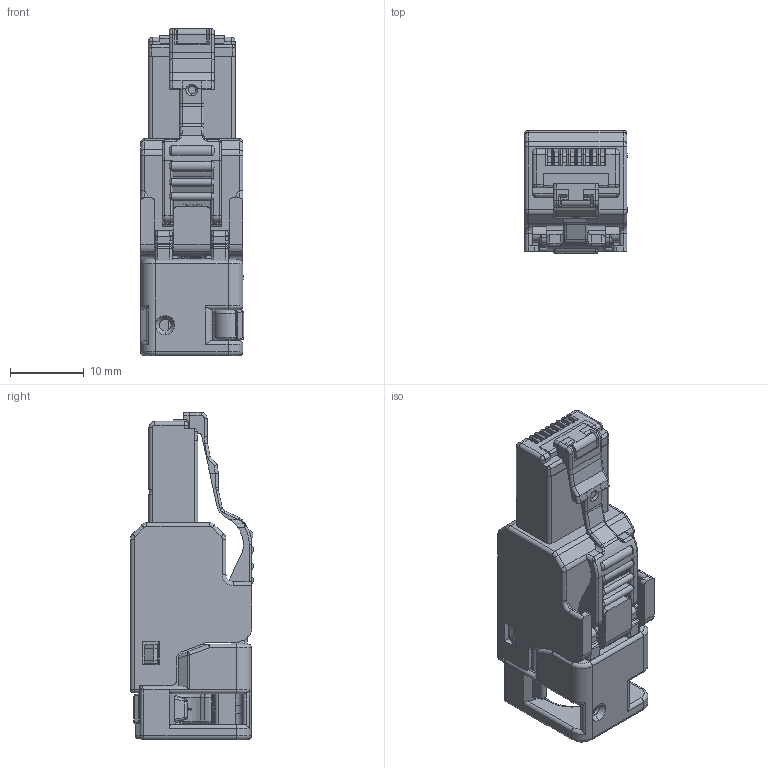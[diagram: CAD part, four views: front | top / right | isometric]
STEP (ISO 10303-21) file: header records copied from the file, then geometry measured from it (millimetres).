
FILE_DESCRIPTION (( 'STEP AP214' ), '1' );
FILE_NAME ('J00026A3000H50.STEP', '2013-06-05T06:47:11', ( 'Wartung1' ), ( '' ), 'SwSTEP 2.0', 'SolidWorks 2013', '' );
FILE_SCHEMA (( 'AUTOMOTIVE_DESIGN' ));
Length unit declared in the file: millimetre
Products named in the file (1): J00026A3000H50
Bounding box: 13.95 x 16.63 x 44.2 mm (x, y, z)
Volume: 5401.7 mm3; surface area: 5093.8 mm2
Topology: 1 solids, 5 shells, 1277 faces, 3388 edges, 2117 vertices
Faces by surface type: plane 595, cylinder 409, torus 136, bspline 105, sphere 19, cone 13
Entity records: 56935 total; most frequent: CARTESIAN_POINT 12653, ORIENTED_EDGE 6730, DIRECTION 6179, EDGE_CURVE 3365, VERTEX_POINT 2117, AXIS2_PLACEMENT_3D 2110, LINE 1959, VECTOR 1959
